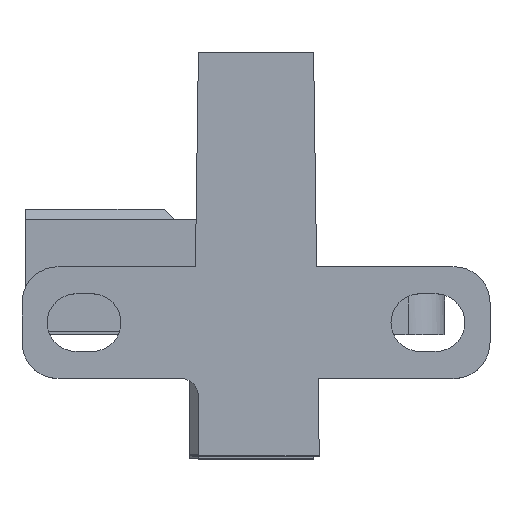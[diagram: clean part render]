
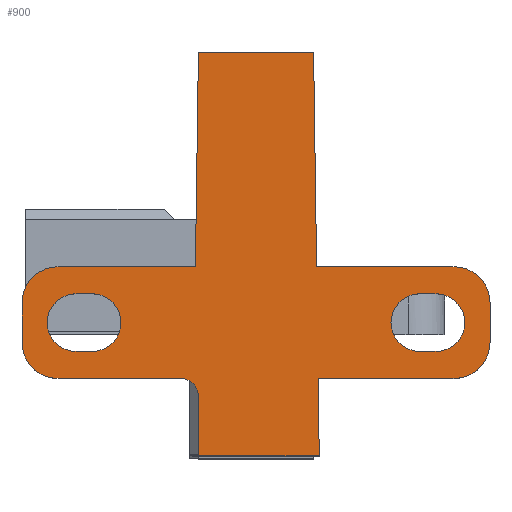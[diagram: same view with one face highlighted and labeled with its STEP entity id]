
A CAD part, top view. The second image highlights one B-rep face of the part: STEP entity #900.
In plain terms, the highlighted planar face has unit normal (0, 0, 1).
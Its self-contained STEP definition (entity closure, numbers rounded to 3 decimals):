
#141=FACE_BOUND('',#4554,.T.);
#142=FACE_BOUND('',#4555,.T.);
#143=FACE_BOUND('',#4556,.T.);
#500=CIRCLE('',#25552,1.6);
#501=CIRCLE('',#25553,1.6);
#502=CIRCLE('',#25554,1.6);
#503=CIRCLE('',#25555,2.);
#504=CIRCLE('',#25556,2.);
#505=CIRCLE('',#25557,2.);
#506=CIRCLE('',#25558,2.);
#507=CIRCLE('',#25559,1.);
#508=CIRCLE('',#25560,1.6);
#509=CIRCLE('',#25561,1.6);
#510=CIRCLE('',#25562,1.6);
#900=ADVANCED_FACE('',(#141,#142,#143),#2129,.F.);
#2129=PLANE('',#25563);
#4554=EDGE_LOOP('',(#7331,#7332,#7333,#7334,#7335));
#4555=EDGE_LOOP('',(#7336,#7337,#7338,#7339,#7340,#7341,#7342,#7343,#7344,
#7345,#7346,#7347,#7348,#7349,#7350,#7351,#7352));
#4556=EDGE_LOOP('',(#7353,#7354,#7355,#7356,#7357));
#7331=ORIENTED_EDGE('',*,*,#15869,.T.);
#7332=ORIENTED_EDGE('',*,*,#15870,.T.);
#7333=ORIENTED_EDGE('',*,*,#15871,.T.);
#7334=ORIENTED_EDGE('',*,*,#15872,.T.);
#7335=ORIENTED_EDGE('',*,*,#15873,.T.);
#7336=ORIENTED_EDGE('',*,*,#15861,.T.);
#7337=ORIENTED_EDGE('',*,*,#15874,.F.);
#7338=ORIENTED_EDGE('',*,*,#15875,.T.);
#7339=ORIENTED_EDGE('',*,*,#15876,.T.);
#7340=ORIENTED_EDGE('',*,*,#15877,.T.);
#7341=ORIENTED_EDGE('',*,*,#15878,.T.);
#7342=ORIENTED_EDGE('',*,*,#15879,.T.);
#7343=ORIENTED_EDGE('',*,*,#15880,.F.);
#7344=ORIENTED_EDGE('',*,*,#15881,.F.);
#7345=ORIENTED_EDGE('',*,*,#15882,.T.);
#7346=ORIENTED_EDGE('',*,*,#15883,.T.);
#7347=ORIENTED_EDGE('',*,*,#15884,.T.);
#7348=ORIENTED_EDGE('',*,*,#15885,.T.);
#7349=ORIENTED_EDGE('',*,*,#15886,.T.);
#7350=ORIENTED_EDGE('',*,*,#15887,.T.);
#7351=ORIENTED_EDGE('',*,*,#15888,.T.);
#7352=ORIENTED_EDGE('',*,*,#15889,.T.);
#7353=ORIENTED_EDGE('',*,*,#15890,.T.);
#7354=ORIENTED_EDGE('',*,*,#15891,.T.);
#7355=ORIENTED_EDGE('',*,*,#15892,.T.);
#7356=ORIENTED_EDGE('',*,*,#15893,.T.);
#7357=ORIENTED_EDGE('',*,*,#15894,.T.);
#13221=VERTEX_POINT('',#34658);
#13222=VERTEX_POINT('',#34660);
#13229=VERTEX_POINT('',#34677);
#13230=VERTEX_POINT('',#34678);
#13231=VERTEX_POINT('',#34680);
#13232=VERTEX_POINT('',#34682);
#13233=VERTEX_POINT('',#34684);
#13234=VERTEX_POINT('',#34687);
#13235=VERTEX_POINT('',#34689);
#13236=VERTEX_POINT('',#34691);
#13237=VERTEX_POINT('',#34693);
#13238=VERTEX_POINT('',#34695);
#13239=VERTEX_POINT('',#34697);
#13240=VERTEX_POINT('',#34699);
#13241=VERTEX_POINT('',#34701);
#13242=VERTEX_POINT('',#34703);
#13243=VERTEX_POINT('',#34705);
#13244=VERTEX_POINT('',#34707);
#13245=VERTEX_POINT('',#34709);
#13246=VERTEX_POINT('',#34711);
#13247=VERTEX_POINT('',#34713);
#13248=VERTEX_POINT('',#34715);
#13249=VERTEX_POINT('',#34718);
#13250=VERTEX_POINT('',#34719);
#13251=VERTEX_POINT('',#34721);
#13252=VERTEX_POINT('',#34723);
#13253=VERTEX_POINT('',#34725);
#15861=EDGE_CURVE('',#13222,#13221,#19316,.T.);
#15869=EDGE_CURVE('',#13229,#13230,#500,.T.);
#15870=EDGE_CURVE('',#13230,#13231,#501,.T.);
#15871=EDGE_CURVE('',#13231,#13232,#19324,.T.);
#15872=EDGE_CURVE('',#13232,#13233,#502,.T.);
#15873=EDGE_CURVE('',#13233,#13229,#19325,.T.);
#15874=EDGE_CURVE('',#13234,#13221,#19326,.T.);
#15875=EDGE_CURVE('',#13234,#13235,#19327,.T.);
#15876=EDGE_CURVE('',#13235,#13236,#503,.T.);
#15877=EDGE_CURVE('',#13236,#13237,#19328,.T.);
#15878=EDGE_CURVE('',#13237,#13238,#504,.T.);
#15879=EDGE_CURVE('',#13238,#13239,#19329,.T.);
#15880=EDGE_CURVE('',#13240,#13239,#19330,.T.);
#15881=EDGE_CURVE('',#13241,#13240,#19331,.T.);
#15882=EDGE_CURVE('',#13241,#13242,#19332,.T.);
#15883=EDGE_CURVE('',#13242,#13243,#19333,.T.);
#15884=EDGE_CURVE('',#13243,#13244,#505,.T.);
#15885=EDGE_CURVE('',#13244,#13245,#19334,.T.);
#15886=EDGE_CURVE('',#13245,#13246,#506,.T.);
#15887=EDGE_CURVE('',#13246,#13247,#19335,.T.);
#15888=EDGE_CURVE('',#13247,#13248,#507,.T.);
#15889=EDGE_CURVE('',#13248,#13222,#19336,.T.);
#15890=EDGE_CURVE('',#13249,#13250,#508,.T.);
#15891=EDGE_CURVE('',#13250,#13251,#19337,.T.);
#15892=EDGE_CURVE('',#13251,#13252,#509,.T.);
#15893=EDGE_CURVE('',#13252,#13253,#510,.T.);
#15894=EDGE_CURVE('',#13253,#13249,#19338,.T.);
#19316=LINE('',#34659,#22639);
#19324=LINE('',#34681,#22647);
#19325=LINE('',#34685,#22648);
#19326=LINE('',#34686,#22649);
#19327=LINE('',#34688,#22650);
#19328=LINE('',#34692,#22651);
#19329=LINE('',#34696,#22652);
#19330=LINE('',#34698,#22653);
#19331=LINE('',#34700,#22654);
#19332=LINE('',#34702,#22655);
#19333=LINE('',#34704,#22656);
#19334=LINE('',#34708,#22657);
#19335=LINE('',#34712,#22658);
#19336=LINE('',#34716,#22659);
#19337=LINE('',#34720,#22660);
#19338=LINE('',#34726,#22661);
#22639=VECTOR('',#28206,1.);
#22647=VECTOR('',#28222,1.);
#22648=VECTOR('',#28225,1.);
#22649=VECTOR('',#28226,1.);
#22650=VECTOR('',#28227,1.);
#22651=VECTOR('',#28230,1.);
#22652=VECTOR('',#28233,1.);
#22653=VECTOR('',#28234,1.);
#22654=VECTOR('',#28235,1.);
#22655=VECTOR('',#28236,1.);
#22656=VECTOR('',#28237,1.);
#22657=VECTOR('',#28240,1.);
#22658=VECTOR('',#28243,1.);
#22659=VECTOR('',#28246,1.);
#22660=VECTOR('',#28249,1.);
#22661=VECTOR('',#28254,1.);
#25552=AXIS2_PLACEMENT_3D('',#34676,#28218,#28219);
#25553=AXIS2_PLACEMENT_3D('',#34679,#28220,#28221);
#25554=AXIS2_PLACEMENT_3D('',#34683,#28223,#28224);
#25555=AXIS2_PLACEMENT_3D('',#34690,#28228,#28229);
#25556=AXIS2_PLACEMENT_3D('',#34694,#28231,#28232);
#25557=AXIS2_PLACEMENT_3D('',#34706,#28238,#28239);
#25558=AXIS2_PLACEMENT_3D('',#34710,#28241,#28242);
#25559=AXIS2_PLACEMENT_3D('',#34714,#28244,#28245);
#25560=AXIS2_PLACEMENT_3D('',#34717,#28247,#28248);
#25561=AXIS2_PLACEMENT_3D('',#34722,#28250,#28251);
#25562=AXIS2_PLACEMENT_3D('',#34724,#28252,#28253);
#25563=AXIS2_PLACEMENT_3D('',#34727,#28255,#28256);
#28206=DIRECTION('',(1.,0.,0.));
#28218=DIRECTION('',(0.,0.,-1.));
#28219=DIRECTION('',(-1.,0.,0.));
#28220=DIRECTION('',(0.,0.,-1.));
#28221=DIRECTION('',(-1.,0.,0.));
#28222=DIRECTION('',(1.,0.,0.));
#28223=DIRECTION('',(0.,0.,-1.));
#28224=DIRECTION('',(-1.,0.,0.));
#28225=DIRECTION('',(-1.,0.,0.));
#28226=DIRECTION('',(0.014,-1.,0.));
#28227=DIRECTION('',(1.,0.,0.));
#28228=DIRECTION('',(0.,0.,1.));
#28229=DIRECTION('',(1.,0.,0.));
#28230=DIRECTION('',(0.,1.,0.));
#28231=DIRECTION('',(0.,0.,1.));
#28232=DIRECTION('',(1.,0.,0.));
#28233=DIRECTION('',(-1.,0.,0.));
#28234=DIRECTION('',(0.014,-1.,0.));
#28235=DIRECTION('',(1.,0.,0.));
#28236=DIRECTION('',(-0.014,-1.,0.));
#28237=DIRECTION('',(-1.,0.,0.));
#28238=DIRECTION('',(0.,0.,1.));
#28239=DIRECTION('',(1.,0.,0.));
#28240=DIRECTION('',(0.,-1.,0.));
#28241=DIRECTION('',(0.,0.,1.));
#28242=DIRECTION('',(1.,0.,0.));
#28243=DIRECTION('',(1.,0.,0.));
#28244=DIRECTION('',(0.,0.,-1.));
#28245=DIRECTION('',(-1.,0.,0.));
#28246=DIRECTION('',(0.,-1.,0.));
#28247=DIRECTION('',(0.,0.,-1.));
#28248=DIRECTION('',(1.,0.,0.));
#28249=DIRECTION('',(-1.,0.,0.));
#28250=DIRECTION('',(0.,0.,-1.));
#28251=DIRECTION('',(1.,0.,0.));
#28252=DIRECTION('',(0.,0.,-1.));
#28253=DIRECTION('',(1.,0.,0.));
#28254=DIRECTION('',(1.,0.,0.));
#28255=DIRECTION('',(0.,0.,-1.));
#28256=DIRECTION('',(-1.,0.,0.));
#34658=CARTESIAN_POINT('',(3.513,-20.4,210.));
#34659=CARTESIAN_POINT('',(-3.,-20.4,210.));
#34660=CARTESIAN_POINT('',(-3.2,-20.4,210.));
#34676=CARTESIAN_POINT('',(-10.,-13.,210.));
#34677=CARTESIAN_POINT('',(-10.,-14.6,210.));
#34678=CARTESIAN_POINT('',(-11.6,-13.,210.));
#34679=CARTESIAN_POINT('',(-10.,-13.,210.));
#34680=CARTESIAN_POINT('',(-10.,-11.4,210.));
#34681=CARTESIAN_POINT('',(-10.,-11.4,210.));
#34682=CARTESIAN_POINT('',(-9.1,-11.4,210.));
#34683=CARTESIAN_POINT('',(-9.1,-13.,210.));
#34684=CARTESIAN_POINT('',(-9.1,-14.6,210.));
#34685=CARTESIAN_POINT('',(-9.1,-14.6,210.));
#34686=CARTESIAN_POINT('',(3.2,2.,210.));
#34687=CARTESIAN_POINT('',(3.453,-16.1,210.));
#34688=CARTESIAN_POINT('',(-13.,-16.1,210.));
#34689=CARTESIAN_POINT('',(11.,-16.1,210.));
#34690=CARTESIAN_POINT('',(11.,-14.1,210.));
#34691=CARTESIAN_POINT('',(13.,-14.1,210.));
#34692=CARTESIAN_POINT('',(13.,-9.9,210.));
#34693=CARTESIAN_POINT('',(13.,-11.9,210.));
#34694=CARTESIAN_POINT('',(11.,-11.9,210.));
#34695=CARTESIAN_POINT('',(11.,-9.9,210.));
#34696=CARTESIAN_POINT('',(-13.,-9.9,210.));
#34697=CARTESIAN_POINT('',(3.366,-9.9,210.));
#34698=CARTESIAN_POINT('',(3.2,2.,210.));
#34699=CARTESIAN_POINT('',(3.2,2.,210.));
#34700=CARTESIAN_POINT('',(3.,2.,210.));
#34701=CARTESIAN_POINT('',(-3.2,2.,210.));
#34702=CARTESIAN_POINT('',(-3.322,-6.704,210.));
#34703=CARTESIAN_POINT('',(-3.366,-9.9,210.));
#34704=CARTESIAN_POINT('',(-13.,-9.9,210.));
#34705=CARTESIAN_POINT('',(-11.,-9.9,210.));
#34706=CARTESIAN_POINT('',(-11.,-11.9,210.));
#34707=CARTESIAN_POINT('',(-13.,-11.9,210.));
#34708=CARTESIAN_POINT('',(-13.,-9.9,210.));
#34709=CARTESIAN_POINT('',(-13.,-14.1,210.));
#34710=CARTESIAN_POINT('',(-11.,-14.1,210.));
#34711=CARTESIAN_POINT('',(-11.,-16.1,210.));
#34712=CARTESIAN_POINT('',(-13.,-16.1,210.));
#34713=CARTESIAN_POINT('',(-4.2,-16.1,210.));
#34714=CARTESIAN_POINT('',(-4.2,-17.1,210.));
#34715=CARTESIAN_POINT('',(-3.2,-17.1,210.));
#34716=CARTESIAN_POINT('',(-3.2,-8.,210.));
#34717=CARTESIAN_POINT('',(10.,-13.,210.));
#34718=CARTESIAN_POINT('',(10.,-11.4,210.));
#34719=CARTESIAN_POINT('',(10.,-14.6,210.));
#34720=CARTESIAN_POINT('',(9.1,-14.6,210.));
#34721=CARTESIAN_POINT('',(9.1,-14.6,210.));
#34722=CARTESIAN_POINT('',(9.1,-13.,210.));
#34723=CARTESIAN_POINT('',(7.5,-13.,210.));
#34724=CARTESIAN_POINT('',(9.1,-13.,210.));
#34725=CARTESIAN_POINT('',(9.1,-11.4,210.));
#34726=CARTESIAN_POINT('',(10.,-11.4,210.));
#34727=CARTESIAN_POINT('',(0.,-6.75,210.));
